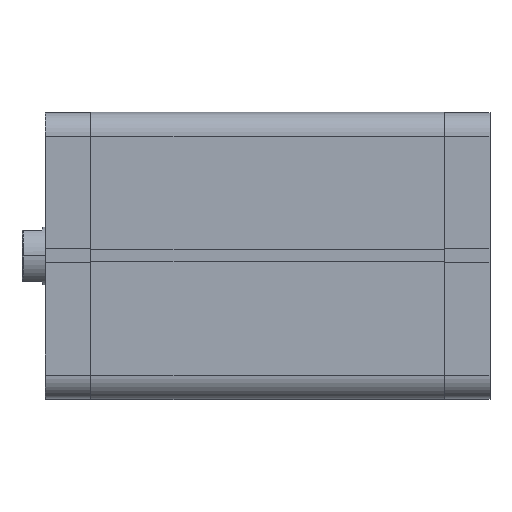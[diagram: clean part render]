
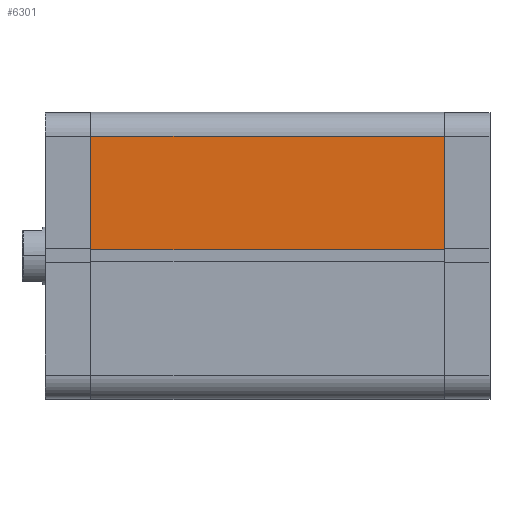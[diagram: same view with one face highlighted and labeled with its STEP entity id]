
A CAD part, top view. The second image highlights one B-rep face of the part: STEP entity #6301.
In plain terms, the highlighted face is planar.
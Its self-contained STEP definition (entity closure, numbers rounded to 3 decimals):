
#467 = AXIS2_PLACEMENT_3D ( 'NONE', #2411, #2414, #2415 ) ;
#1108 = EDGE_LOOP ( 'NONE', ( #4197, #4196, #4195, #4194 ) ) ;
#1661 = CARTESIAN_POINT ( 'NONE',  ( -51.5, 62., -152.5 ) ) ;
#1667 = CARTESIAN_POINT ( 'NONE',  ( -51.5, 62., 0. ) ) ;
#1672 = CARTESIAN_POINT ( 'NONE',  ( -2.6, 62., 0. ) ) ;
#1697 = CARTESIAN_POINT ( 'NONE',  ( -2.6, 62., -152.5 ) ) ;
#2411 = CARTESIAN_POINT ( 'NONE',  ( -51.5, 62., -152.5 ) ) ;
#2412 = PLANE ( 'NONE',  #467 ) ;
#2414 = DIRECTION ( 'NONE',  ( 0., 1., 0. ) ) ;
#2415 = DIRECTION ( 'NONE',  ( 0., 0., 1. ) ) ;
#3244 = LINE ( 'NONE', #3684, #3245 ) ;
#3245 = VECTOR ( 'NONE', #3685, 1000. ) ;
#3249 = LINE ( 'NONE', #3683, #3253 ) ;
#3253 = VECTOR ( 'NONE', #3696, 1000. ) ;
#3256 = LINE ( 'NONE', #3692, #3260 ) ;
#3260 = VECTOR ( 'NONE', #3704, 1000. ) ;
#3262 = LINE ( 'NONE', #3705, #3263 ) ;
#3263 = VECTOR ( 'NONE', #3706, 1000. ) ;
#3683 = CARTESIAN_POINT ( 'NONE',  ( -51.5, 62., -152.5 ) ) ;
#3684 = CARTESIAN_POINT ( 'NONE',  ( -51.5, 62., -152.5 ) ) ;
#3685 = DIRECTION ( 'NONE',  ( -1., 0., 0. ) ) ;
#3692 = CARTESIAN_POINT ( 'NONE',  ( -2.6, 62., -152.5 ) ) ;
#3696 = DIRECTION ( 'NONE',  ( 0., 0., 1. ) ) ;
#3704 = DIRECTION ( 'NONE',  ( 0., 0., 1. ) ) ;
#3705 = CARTESIAN_POINT ( 'NONE',  ( -51.5, 62., 0. ) ) ;
#3706 = DIRECTION ( 'NONE',  ( -1., 0., 0. ) ) ;
#4194 = ORIENTED_EDGE ( 'NONE', *, *, #6527, .T. ) ;
#4195 = ORIENTED_EDGE ( 'NONE', *, *, #6522, .T. ) ;
#4196 = ORIENTED_EDGE ( 'NONE', *, *, #6531, .F. ) ;
#4197 = ORIENTED_EDGE ( 'NONE', *, *, #6532, .F. ) ;
#5172 = FACE_OUTER_BOUND ( 'NONE', #1108, .T. ) ;
#5358 = VERTEX_POINT ( 'NONE', #1661 ) ;
#5364 = VERTEX_POINT ( 'NONE', #1667 ) ;
#5369 = VERTEX_POINT ( 'NONE', #1672 ) ;
#5394 = VERTEX_POINT ( 'NONE', #1697 ) ;
#6301 = ADVANCED_FACE ( 'NONE', ( #5172 ), #2412, .T. ) ;
#6522 = EDGE_CURVE ( 'NONE', #5394, #5358, #3244, .T. ) ;
#6527 = EDGE_CURVE ( 'NONE', #5358, #5364, #3249, .T. ) ;
#6531 = EDGE_CURVE ( 'NONE', #5394, #5369, #3256, .T. ) ;
#6532 = EDGE_CURVE ( 'NONE', #5369, #5364, #3262, .T. ) ;
